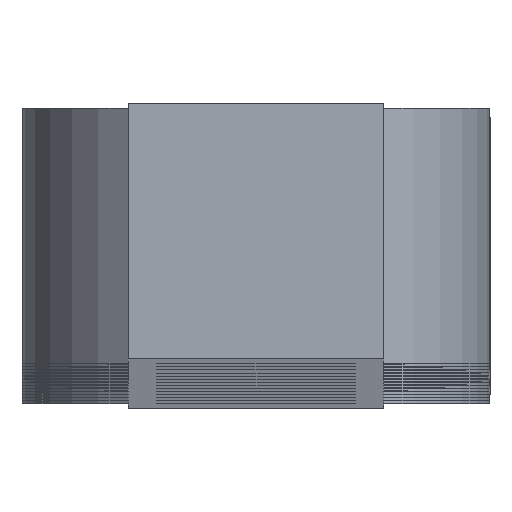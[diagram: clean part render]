
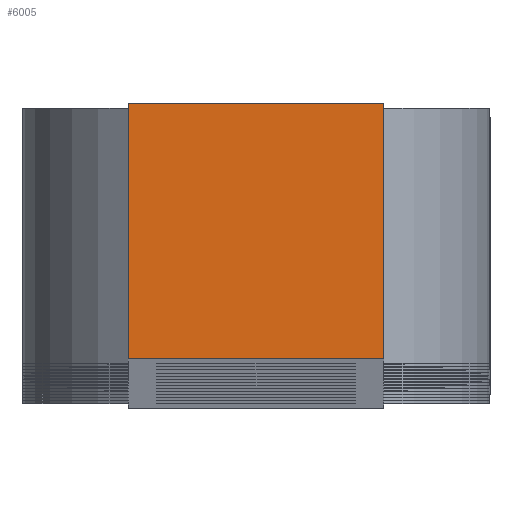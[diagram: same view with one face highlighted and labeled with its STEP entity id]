
A CAD part, top view. The second image highlights one B-rep face of the part: STEP entity #6005.
In plain terms, the highlighted planar face has unit normal (0, 0, 1).
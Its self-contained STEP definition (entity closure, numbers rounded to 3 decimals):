
#203 = LINE ( 'NONE', #13068, #14922 ) ;
#236 = CARTESIAN_POINT ( 'NONE',  ( 9., 9., 1000. ) ) ;
#626 = LINE ( 'NONE', #1629, #7996 ) ;
#1629 = CARTESIAN_POINT ( 'NONE',  ( -9., 9., 1000. ) ) ;
#2156 = VERTEX_POINT ( 'NONE', #14938 ) ;
#2856 = CARTESIAN_POINT ( 'NONE',  ( -9., -9., 1000. ) ) ;
#4765 = VERTEX_POINT ( 'NONE', #9854 ) ;
#5499 = FACE_OUTER_BOUND ( 'NONE', #11869, .T. ) ;
#6005 = ADVANCED_FACE ( 'NONE', ( #5499 ), #9997, .T. ) ;
#6088 = DIRECTION ( 'NONE',  ( 0., -1., 0. ) ) ;
#6496 = AXIS2_PLACEMENT_3D ( 'NONE', #11197, #14902, #7861 ) ;
#6715 = CARTESIAN_POINT ( 'NONE',  ( 9., 9., 1000. ) ) ;
#7562 = DIRECTION ( 'NONE',  ( 1., 0., 0. ) ) ;
#7760 = LINE ( 'NONE', #236, #10113 ) ;
#7827 = VECTOR ( 'NONE', #7562, 1000. ) ;
#7861 = DIRECTION ( 'NONE',  ( 1., 0., 0. ) ) ;
#7996 = VECTOR ( 'NONE', #11075, 1000. ) ;
#8601 = EDGE_CURVE ( 'NONE', #4765, #2156, #10927, .T. ) ;
#9194 = VERTEX_POINT ( 'NONE', #10163 ) ;
#9815 = ORIENTED_EDGE ( 'NONE', *, *, #14175, .T. ) ;
#9854 = CARTESIAN_POINT ( 'NONE',  ( -9., -9., 1000. ) ) ;
#9997 = PLANE ( 'NONE',  #6496 ) ;
#10113 = VECTOR ( 'NONE', #10963, 1000. ) ;
#10163 = CARTESIAN_POINT ( 'NONE',  ( -9., 9., 1000. ) ) ;
#10927 = LINE ( 'NONE', #2856, #7827 ) ;
#10963 = DIRECTION ( 'NONE',  ( 0., 1., 0. ) ) ;
#11075 = DIRECTION ( 'NONE',  ( -1., 0., 0. ) ) ;
#11197 = CARTESIAN_POINT ( 'NONE',  ( 0., 0., 1000. ) ) ;
#11320 = ORIENTED_EDGE ( 'NONE', *, *, #8601, .T. ) ;
#11869 = EDGE_LOOP ( 'NONE', ( #14841, #9815, #14659, #11320 ) ) ;
#12498 = EDGE_CURVE ( 'NONE', #9194, #4765, #203, .T. ) ;
#12994 = EDGE_CURVE ( 'NONE', #2156, #14339, #7760, .T. ) ;
#13068 = CARTESIAN_POINT ( 'NONE',  ( -9., 9., 1000. ) ) ;
#14175 = EDGE_CURVE ( 'NONE', #14339, #9194, #626, .T. ) ;
#14339 = VERTEX_POINT ( 'NONE', #6715 ) ;
#14659 = ORIENTED_EDGE ( 'NONE', *, *, #12498, .T. ) ;
#14841 = ORIENTED_EDGE ( 'NONE', *, *, #12994, .T. ) ;
#14902 = DIRECTION ( 'NONE',  ( 0., 0., 1. ) ) ;
#14922 = VECTOR ( 'NONE', #6088, 1000. ) ;
#14938 = CARTESIAN_POINT ( 'NONE',  ( 9., -9., 1000. ) ) ;
